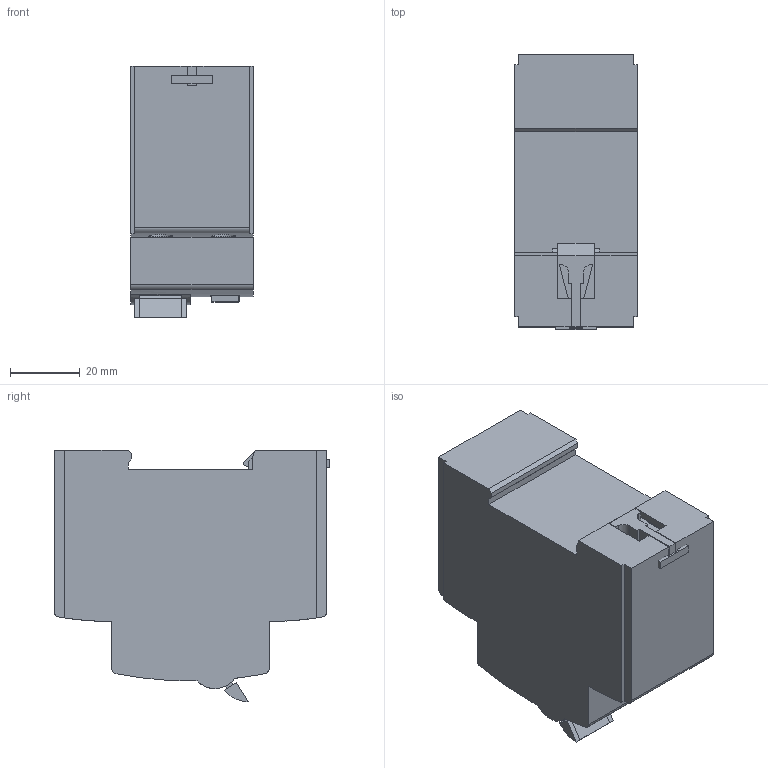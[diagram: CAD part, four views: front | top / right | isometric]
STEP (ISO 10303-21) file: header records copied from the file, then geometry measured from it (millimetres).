
FILE_DESCRIPTION (( 'STEP AP203' ), '1' );
FILE_NAME ('ﾓﾇﾎ ﾂﾄ-100 PROxima 2ﾐ.STEP', '2018-09-21T08:48:17', ( '' ), ( '' ), 'SwSTEP 2.0', 'SolidWorks 2017', '' );
FILE_SCHEMA (( 'CONFIG_CONTROL_DESIGN' ));
Length unit declared in the file: millimetre
Products named in the file (1): ﾓﾇﾎ ﾂﾄ-100 PROxima 2ﾐ
Bounding box: 35 x 78.9 x 72 mm (x, y, z)
Volume: 150643.3 mm3; surface area: 22167.1 mm2
Topology: 8 solids, 8 shells, 223 faces, 589 edges, 384 vertices
Faces by surface type: plane 169, cylinder 50, sphere 4
Entity records: 7132 total; most frequent: CARTESIAN_POINT 1457, ORIENTED_EDGE 1170, DIRECTION 1151, EDGE_CURVE 585, VECTOR 451, LINE 451, VERTEX_POINT 384, AXIS2_PLACEMENT_3D 350
